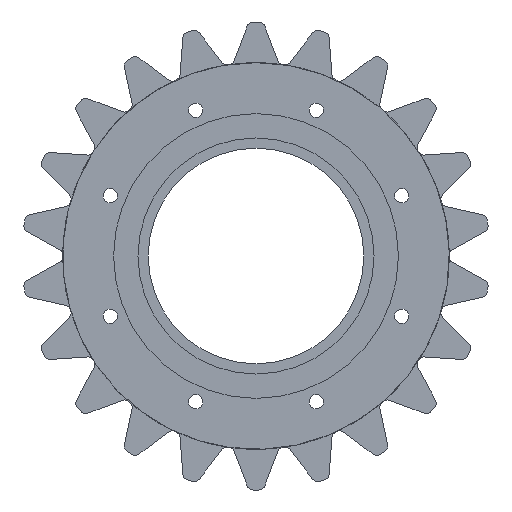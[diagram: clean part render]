
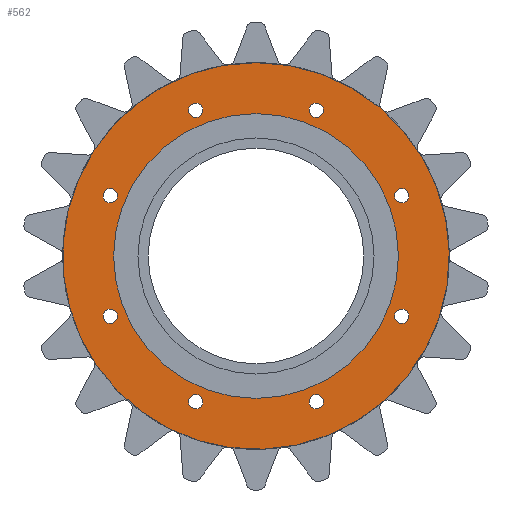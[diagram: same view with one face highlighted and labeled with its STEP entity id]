
A CAD part, left-side view. The second image highlights one B-rep face of the part: STEP entity #562.
In plain terms, the highlighted planar face has unit normal (-1, 0, 0).
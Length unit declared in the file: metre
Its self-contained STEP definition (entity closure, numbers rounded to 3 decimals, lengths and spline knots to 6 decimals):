
#562 = ADVANCED_FACE( '', ( #1166, #1167, #1168, #1169, #1170, #1171, #1172, #1173, #1174, #1175 ), #1176, .T. );
#1166 = FACE_BOUND( '', #1797, .T. );
#1167 = FACE_OUTER_BOUND( '', #1798, .T. );
#1168 = FACE_BOUND( '', #1799, .T. );
#1169 = FACE_BOUND( '', #1800, .T. );
#1170 = FACE_BOUND( '', #1801, .T. );
#1171 = FACE_BOUND( '', #1802, .T. );
#1172 = FACE_BOUND( '', #1803, .T. );
#1173 = FACE_BOUND( '', #1804, .T. );
#1174 = FACE_BOUND( '', #1805, .T. );
#1175 = FACE_BOUND( '', #1806, .T. );
#1176 = PLANE( '', #1807 );
#1797 = EDGE_LOOP( '', ( #3571 ) );
#1798 = EDGE_LOOP( '', ( #3572 ) );
#1799 = EDGE_LOOP( '', ( #3573 ) );
#1800 = EDGE_LOOP( '', ( #3574 ) );
#1801 = EDGE_LOOP( '', ( #3575 ) );
#1802 = EDGE_LOOP( '', ( #3576 ) );
#1803 = EDGE_LOOP( '', ( #3577 ) );
#1804 = EDGE_LOOP( '', ( #3578 ) );
#1805 = EDGE_LOOP( '', ( #3579 ) );
#1806 = EDGE_LOOP( '', ( #3580 ) );
#1807 = AXIS2_PLACEMENT_3D( '', #3581, #3582, #3583 );
#3571 = ORIENTED_EDGE( '', *, *, #4438, .T. );
#3572 = ORIENTED_EDGE( '', *, *, #4476, .T. );
#3573 = ORIENTED_EDGE( '', *, *, #4443, .F. );
#3574 = ORIENTED_EDGE( '', *, *, #4100, .F. );
#3575 = ORIENTED_EDGE( '', *, *, #4098, .F. );
#3576 = ORIENTED_EDGE( '', *, *, #4460, .F. );
#3577 = ORIENTED_EDGE( '', *, *, #4245, .F. );
#3578 = ORIENTED_EDGE( '', *, *, #3993, .F. );
#3579 = ORIENTED_EDGE( '', *, *, #3789, .F. );
#3580 = ORIENTED_EDGE( '', *, *, #4492, .F. );
#3581 = CARTESIAN_POINT( '', ( 0.423573, -0.973484, 0.0762 ) );
#3582 = DIRECTION( '', ( -1., 0., 0. ) );
#3583 = DIRECTION( '', ( 0., -1., 0. ) );
#3789 = EDGE_CURVE( '', #4549, #4549, #4550, .T. );
#3993 = EDGE_CURVE( '', #4950, #4950, #4951, .T. );
#4098 = EDGE_CURVE( '', #5115, #5115, #5116, .T. );
#4100 = EDGE_CURVE( '', #5118, #5118, #5119, .T. );
#4245 = EDGE_CURVE( '', #5312, #5312, #5313, .T. );
#4438 = EDGE_CURVE( '', #5561, #5561, #5562, .F. );
#4443 = EDGE_CURVE( '', #5568, #5568, #5569, .T. );
#4460 = EDGE_CURVE( '', #5586, #5586, #5587, .T. );
#4476 = EDGE_CURVE( '', #5604, #5604, #5605, .T. );
#4492 = EDGE_CURVE( '', #5621, #5621, #5622, .T. );
#4549 = VERTEX_POINT( '', #5682 );
#4550 = CIRCLE( '', #5683, 0.004445 );
#4950 = VERTEX_POINT( '', #6156 );
#4951 = CIRCLE( '', #6157, 0.004445 );
#5115 = VERTEX_POINT( '', #6371 );
#5116 = CIRCLE( '', #6372, 0.004445 );
#5118 = VERTEX_POINT( '', #6374 );
#5119 = CIRCLE( '', #6375, 0.004445 );
#5312 = VERTEX_POINT( '', #6647 );
#5313 = CIRCLE( '', #6648, 0.004445 );
#5561 = VERTEX_POINT( '', #6977 );
#5562 = CIRCLE( '', #6978, 0.0889 );
#5568 = VERTEX_POINT( '', #6985 );
#5569 = CIRCLE( '', #6986, 0.004445 );
#5586 = VERTEX_POINT( '', #7009 );
#5587 = CIRCLE( '', #7010, 0.004445 );
#5604 = VERTEX_POINT( '', #7035 );
#5605 = CIRCLE( '', #7036, 0.12065 );
#5621 = VERTEX_POINT( '', #7055 );
#5622 = CIRCLE( '', #7056, 0.004445 );
#5682 = CARTESIAN_POINT( '', ( 0.423573, -1.064417, 0.042979 ) );
#5683 = AXIS2_PLACEMENT_3D( '', #7118, #7119, #7120 );
#6156 = CARTESIAN_POINT( '', ( 0.423573, -1.01115, -0.010288 ) );
#6157 = AXIS2_PLACEMENT_3D( '', #7569, #7570, #7571 );
#6371 = CARTESIAN_POINT( '', ( 0.423573, -0.882551, 0.118311 ) );
#6372 = AXIS2_PLACEMENT_3D( '', #7712, #7713, #7714 );
#6374 = CARTESIAN_POINT( '', ( 0.423573, -0.935819, 0.171578 ) );
#6375 = AXIS2_PLACEMENT_3D( '', #7715, #7716, #7717 );
#6647 = CARTESIAN_POINT( '', ( 0.423573, -0.935819, -0.010288 ) );
#6648 = AXIS2_PLACEMENT_3D( '', #7863, #7864, #7865 );
#6977 = CARTESIAN_POINT( '', ( 0.423573, -0.973484, 0.1651 ) );
#6978 = AXIS2_PLACEMENT_3D( '', #8082, #8083, #8084 );
#6985 = CARTESIAN_POINT( '', ( 0.423573, -1.01115, 0.171578 ) );
#6986 = AXIS2_PLACEMENT_3D( '', #8089, #8090, #8091 );
#7009 = CARTESIAN_POINT( '', ( 0.423573, -0.882551, 0.042979 ) );
#7010 = AXIS2_PLACEMENT_3D( '', #8101, #8102, #8103 );
#7035 = CARTESIAN_POINT( '', ( 0.423573, -0.973484, 0.19685 ) );
#7036 = AXIS2_PLACEMENT_3D( '', #8127, #8128, #8129 );
#7055 = CARTESIAN_POINT( '', ( 0.423573, -1.064417, 0.118311 ) );
#7056 = AXIS2_PLACEMENT_3D( '', #8139, #8140, #8141 );
#7118 = CARTESIAN_POINT( '', ( 0.423573, -1.064417, 0.038534 ) );
#7119 = DIRECTION( '', ( -1., 0., 0. ) );
#7120 = DIRECTION( '', ( 0., 0., 1. ) );
#7569 = CARTESIAN_POINT( '', ( 0.423573, -1.01115, -0.014733 ) );
#7570 = DIRECTION( '', ( -1., 0., 0. ) );
#7571 = DIRECTION( '', ( 0., 0., 1. ) );
#7712 = CARTESIAN_POINT( '', ( 0.423573, -0.882551, 0.113866 ) );
#7713 = DIRECTION( '', ( -1., 0., 0. ) );
#7714 = DIRECTION( '', ( 0., 0., 1. ) );
#7715 = CARTESIAN_POINT( '', ( 0.423573, -0.935819, 0.167133 ) );
#7716 = DIRECTION( '', ( -1., 0., 0. ) );
#7717 = DIRECTION( '', ( 0., 0., 1. ) );
#7863 = CARTESIAN_POINT( '', ( 0.423573, -0.935819, -0.014733 ) );
#7864 = DIRECTION( '', ( -1., 0., 0. ) );
#7865 = DIRECTION( '', ( 0., 0., 1. ) );
#8082 = CARTESIAN_POINT( '', ( 0.423573, -0.973484, 0.0762 ) );
#8083 = DIRECTION( '', ( -1., 0., 0. ) );
#8084 = DIRECTION( '', ( 0., 0., 1. ) );
#8089 = CARTESIAN_POINT( '', ( 0.423573, -1.01115, 0.167133 ) );
#8090 = DIRECTION( '', ( -1., 0., 0. ) );
#8091 = DIRECTION( '', ( 0., 0., 1. ) );
#8101 = CARTESIAN_POINT( '', ( 0.423573, -0.882551, 0.038534 ) );
#8102 = DIRECTION( '', ( -1., 0., 0. ) );
#8103 = DIRECTION( '', ( 0., 0., 1. ) );
#8127 = CARTESIAN_POINT( '', ( 0.423573, -0.973484, 0.0762 ) );
#8128 = DIRECTION( '', ( -1., 0., 0. ) );
#8129 = DIRECTION( '', ( 0., 0., 1. ) );
#8139 = CARTESIAN_POINT( '', ( 0.423573, -1.064417, 0.113866 ) );
#8140 = DIRECTION( '', ( -1., 0., 0. ) );
#8141 = DIRECTION( '', ( 0., 0., 1. ) );
